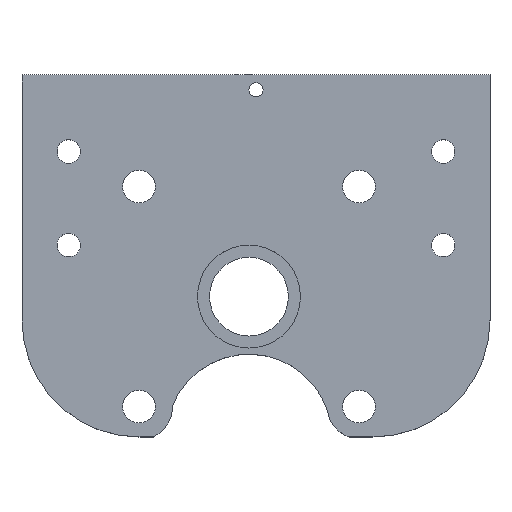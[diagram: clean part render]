
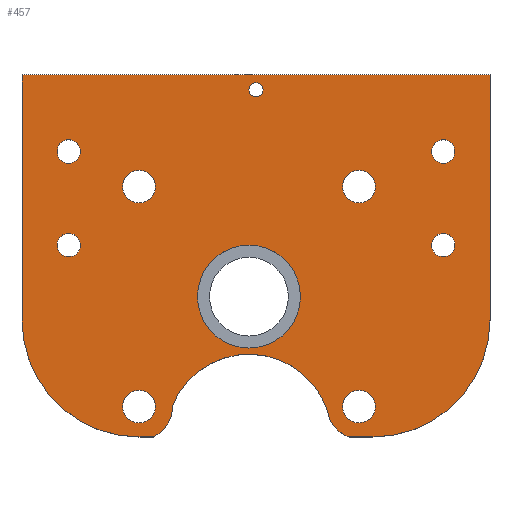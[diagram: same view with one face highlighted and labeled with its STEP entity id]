
A CAD part, top view. The second image highlights one B-rep face of the part: STEP entity #457.
In plain terms, the highlighted planar face has unit normal (0, 0, 1).
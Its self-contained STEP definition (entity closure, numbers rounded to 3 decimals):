
#15=FACE_BOUND('',#72,.T.);
#16=FACE_BOUND('',#73,.T.);
#17=FACE_BOUND('',#74,.T.);
#18=FACE_BOUND('',#75,.T.);
#19=FACE_BOUND('',#76,.T.);
#20=FACE_BOUND('',#77,.T.);
#21=FACE_BOUND('',#78,.T.);
#22=FACE_BOUND('',#79,.T.);
#23=FACE_BOUND('',#80,.T.);
#24=FACE_BOUND('',#81,.T.);
#36=PLANE('',#501);
#47=FACE_OUTER_BOUND('',#71,.T.);
#71=EDGE_LOOP('',(#324,#325,#326,#327,#328,#329,#330,#331,#332,#333));
#72=EDGE_LOOP('',(#334));
#73=EDGE_LOOP('',(#335));
#74=EDGE_LOOP('',(#336));
#75=EDGE_LOOP('',(#337));
#76=EDGE_LOOP('',(#338));
#77=EDGE_LOOP('',(#339));
#78=EDGE_LOOP('',(#340));
#79=EDGE_LOOP('',(#341));
#80=EDGE_LOOP('',(#342));
#81=EDGE_LOOP('',(#343));
#117=LINE('',#717,#148);
#118=LINE('',#721,#149);
#119=LINE('',#723,#150);
#120=LINE('',#725,#151);
#121=LINE('',#728,#152);
#148=VECTOR('',#574,10.);
#149=VECTOR('',#577,10.);
#150=VECTOR('',#578,10.);
#151=VECTOR('',#579,10.);
#152=VECTOR('',#582,10.);
#176=CIRCLE('',#494,6.801);
#178=CIRCLE('',#497,17.685);
#180=CIRCLE('',#500,7.159);
#181=CIRCLE('',#502,25.);
#182=CIRCLE('',#503,25.);
#183=CIRCLE('',#504,3.5);
#184=CIRCLE('',#505,3.5);
#185=CIRCLE('',#506,3.5);
#186=CIRCLE('',#507,3.5);
#187=CIRCLE('',#508,11.);
#188=CIRCLE('',#509,2.5);
#189=CIRCLE('',#510,2.5);
#190=CIRCLE('',#511,2.5);
#191=CIRCLE('',#512,2.5);
#192=CIRCLE('',#513,1.5);
#209=VERTEX_POINT('',#698);
#210=VERTEX_POINT('',#700);
#212=VERTEX_POINT('',#706);
#214=VERTEX_POINT('',#712);
#215=VERTEX_POINT('',#716);
#216=VERTEX_POINT('',#718);
#217=VERTEX_POINT('',#720);
#218=VERTEX_POINT('',#722);
#219=VERTEX_POINT('',#724);
#220=VERTEX_POINT('',#726);
#221=VERTEX_POINT('',#729);
#222=VERTEX_POINT('',#731);
#223=VERTEX_POINT('',#733);
#224=VERTEX_POINT('',#735);
#225=VERTEX_POINT('',#737);
#226=VERTEX_POINT('',#739);
#227=VERTEX_POINT('',#741);
#228=VERTEX_POINT('',#743);
#229=VERTEX_POINT('',#745);
#230=VERTEX_POINT('',#747);
#251=EDGE_CURVE('',#210,#209,#176,.T.);
#254=EDGE_CURVE('',#212,#210,#178,.T.);
#257=EDGE_CURVE('',#214,#212,#180,.T.);
#259=EDGE_CURVE('',#215,#209,#117,.T.);
#260=EDGE_CURVE('',#216,#215,#181,.T.);
#261=EDGE_CURVE('',#217,#216,#118,.T.);
#262=EDGE_CURVE('',#217,#218,#119,.T.);
#263=EDGE_CURVE('',#218,#219,#120,.T.);
#264=EDGE_CURVE('',#220,#219,#182,.T.);
#265=EDGE_CURVE('',#214,#220,#121,.T.);
#266=EDGE_CURVE('',#221,#221,#183,.T.);
#267=EDGE_CURVE('',#222,#222,#184,.T.);
#268=EDGE_CURVE('',#223,#223,#185,.T.);
#269=EDGE_CURVE('',#224,#224,#186,.T.);
#270=EDGE_CURVE('',#225,#225,#187,.T.);
#271=EDGE_CURVE('',#226,#226,#188,.F.);
#272=EDGE_CURVE('',#227,#227,#189,.F.);
#273=EDGE_CURVE('',#228,#228,#190,.F.);
#274=EDGE_CURVE('',#229,#229,#191,.F.);
#275=EDGE_CURVE('',#230,#230,#192,.T.);
#324=ORIENTED_EDGE('',*,*,#257,.T.);
#325=ORIENTED_EDGE('',*,*,#254,.T.);
#326=ORIENTED_EDGE('',*,*,#251,.T.);
#327=ORIENTED_EDGE('',*,*,#259,.F.);
#328=ORIENTED_EDGE('',*,*,#260,.F.);
#329=ORIENTED_EDGE('',*,*,#261,.F.);
#330=ORIENTED_EDGE('',*,*,#262,.T.);
#331=ORIENTED_EDGE('',*,*,#263,.T.);
#332=ORIENTED_EDGE('',*,*,#264,.F.);
#333=ORIENTED_EDGE('',*,*,#265,.F.);
#334=ORIENTED_EDGE('',*,*,#266,.T.);
#335=ORIENTED_EDGE('',*,*,#267,.T.);
#336=ORIENTED_EDGE('',*,*,#268,.T.);
#337=ORIENTED_EDGE('',*,*,#269,.T.);
#338=ORIENTED_EDGE('',*,*,#270,.T.);
#339=ORIENTED_EDGE('',*,*,#271,.T.);
#340=ORIENTED_EDGE('',*,*,#272,.T.);
#341=ORIENTED_EDGE('',*,*,#273,.T.);
#342=ORIENTED_EDGE('',*,*,#274,.T.);
#343=ORIENTED_EDGE('',*,*,#275,.T.);
#457=ADVANCED_FACE('',(#47,#15,#16,#17,#18,#19,#20,#21,#22,#23,#24),#36,
 .T.);
#494=AXIS2_PLACEMENT_3D('',#701,#555,#556);
#497=AXIS2_PLACEMENT_3D('',#707,#562,#563);
#500=AXIS2_PLACEMENT_3D('',#713,#569,#570);
#501=AXIS2_PLACEMENT_3D('',#715,#572,#573);
#502=AXIS2_PLACEMENT_3D('',#719,#575,#576);
#503=AXIS2_PLACEMENT_3D('',#727,#580,#581);
#504=AXIS2_PLACEMENT_3D('',#730,#583,#584);
#505=AXIS2_PLACEMENT_3D('',#732,#585,#586);
#506=AXIS2_PLACEMENT_3D('',#734,#587,#588);
#507=AXIS2_PLACEMENT_3D('',#736,#589,#590);
#508=AXIS2_PLACEMENT_3D('',#738,#591,#592);
#509=AXIS2_PLACEMENT_3D('',#740,#593,#594);
#510=AXIS2_PLACEMENT_3D('',#742,#595,#596);
#511=AXIS2_PLACEMENT_3D('',#744,#597,#598);
#512=AXIS2_PLACEMENT_3D('',#746,#599,#600);
#513=AXIS2_PLACEMENT_3D('',#748,#601,#602);
#555=DIRECTION('center_axis',(0.,0.,1.));
#556=DIRECTION('ref_axis',(-1.,0.,0.));
#562=DIRECTION('center_axis',(0.,0.,-1.));
#563=DIRECTION('ref_axis',(-1.,0.,0.));
#569=DIRECTION('center_axis',(0.,0.,1.));
#570=DIRECTION('ref_axis',(-1.,0.,0.));
#572=DIRECTION('center_axis',(0.,0.,1.));
#573=DIRECTION('ref_axis',(1.,0.,0.));
#574=DIRECTION('',(-1.,0.,0.));
#575=DIRECTION('center_axis',(0.,0.,-1.));
#576=DIRECTION('ref_axis',(0.707,-0.707,0.));
#577=DIRECTION('',(0.,-1.,0.));
#578=DIRECTION('',(-1.,0.,0.));
#579=DIRECTION('',(0.,-1.,0.));
#580=DIRECTION('center_axis',(0.,0.,-1.));
#581=DIRECTION('ref_axis',(-0.707,-0.707,0.));
#582=DIRECTION('',(-1.,0.,0.));
#583=DIRECTION('center_axis',(0.,0.,-1.));
#584=DIRECTION('ref_axis',(-1.,0.,0.));
#585=DIRECTION('center_axis',(0.,0.,-1.));
#586=DIRECTION('ref_axis',(-1.,0.,0.));
#587=DIRECTION('center_axis',(0.,0.,-1.));
#588=DIRECTION('ref_axis',(-1.,0.,0.));
#589=DIRECTION('center_axis',(0.,0.,-1.));
#590=DIRECTION('ref_axis',(-1.,0.,0.));
#591=DIRECTION('center_axis',(0.,0.,-1.));
#592=DIRECTION('ref_axis',(-1.,0.,0.));
#593=DIRECTION('center_axis',(0.,0.,1.));
#594=DIRECTION('ref_axis',(1.,0.,0.));
#595=DIRECTION('center_axis',(0.,0.,1.));
#596=DIRECTION('ref_axis',(1.,0.,0.));
#597=DIRECTION('center_axis',(0.,0.,1.));
#598=DIRECTION('ref_axis',(1.,0.,0.));
#599=DIRECTION('center_axis',(0.,0.,1.));
#600=DIRECTION('ref_axis',(1.,0.,0.));
#601=DIRECTION('center_axis',(0.,0.,-1.));
#602=DIRECTION('ref_axis',(-1.,0.,0.));
#698=CARTESIAN_POINT('',(70.,-71.,6.35));
#700=CARTESIAN_POINT('',(65.249,-65.324,6.35));
#701=CARTESIAN_POINT('Origin',(72.,-64.5,6.35));
#706=CARTESIAN_POINT('',(32.154,-64.248,6.35));
#707=CARTESIAN_POINT('Origin',(48.5,-71.,6.35));
#712=CARTESIAN_POINT('',(28.,-71.,6.35));
#713=CARTESIAN_POINT('Origin',(25.,-64.5,6.35));
#715=CARTESIAN_POINT('Origin',(48.5,-21.825,6.35));
#716=CARTESIAN_POINT('',(75.,-71.,6.35));
#717=CARTESIAN_POINT('',(100.,-71.,6.35));
#718=CARTESIAN_POINT('',(100.,-46.,6.35));
#719=CARTESIAN_POINT('Origin',(75.,-46.,6.35));
#720=CARTESIAN_POINT('',(100.,6.35,6.35));
#721=CARTESIAN_POINT('',(100.,-50.,6.35));
#722=CARTESIAN_POINT('',(0.,6.35,6.35));
#723=CARTESIAN_POINT('',(100.,6.35,6.35));
#724=CARTESIAN_POINT('',(0.,-46.,6.35));
#725=CARTESIAN_POINT('',(0.,6.35,6.35));
#726=CARTESIAN_POINT('',(25.,-71.,6.35));
#727=CARTESIAN_POINT('Origin',(25.,-46.,6.35));
#728=CARTESIAN_POINT('',(100.,-71.,6.35));
#729=CARTESIAN_POINT('',(28.5,-17.5,6.35));
#730=CARTESIAN_POINT('Origin',(25.,-17.5,6.35));
#731=CARTESIAN_POINT('',(75.5,-64.5,6.35));
#732=CARTESIAN_POINT('Origin',(72.,-64.5,6.35));
#733=CARTESIAN_POINT('',(75.5,-17.5,6.35));
#734=CARTESIAN_POINT('Origin',(72.,-17.5,6.35));
#735=CARTESIAN_POINT('',(28.5,-64.5,6.35));
#736=CARTESIAN_POINT('Origin',(25.,-64.5,6.35));
#737=CARTESIAN_POINT('',(59.5,-41.,6.35));
#738=CARTESIAN_POINT('Origin',(48.5,-41.,6.35));
#739=CARTESIAN_POINT('',(87.5,-10.,6.35));
#740=CARTESIAN_POINT('Origin',(90.,-10.,6.35));
#741=CARTESIAN_POINT('',(7.5,-10.,6.35));
#742=CARTESIAN_POINT('Origin',(10.,-10.,6.35));
#743=CARTESIAN_POINT('',(87.5,-30.,6.35));
#744=CARTESIAN_POINT('Origin',(90.,-30.,6.35));
#745=CARTESIAN_POINT('',(7.5,-30.,6.35));
#746=CARTESIAN_POINT('Origin',(10.,-30.,6.35));
#747=CARTESIAN_POINT('',(51.5,3.175,6.35));
#748=CARTESIAN_POINT('Origin',(50.,3.175,6.35));
